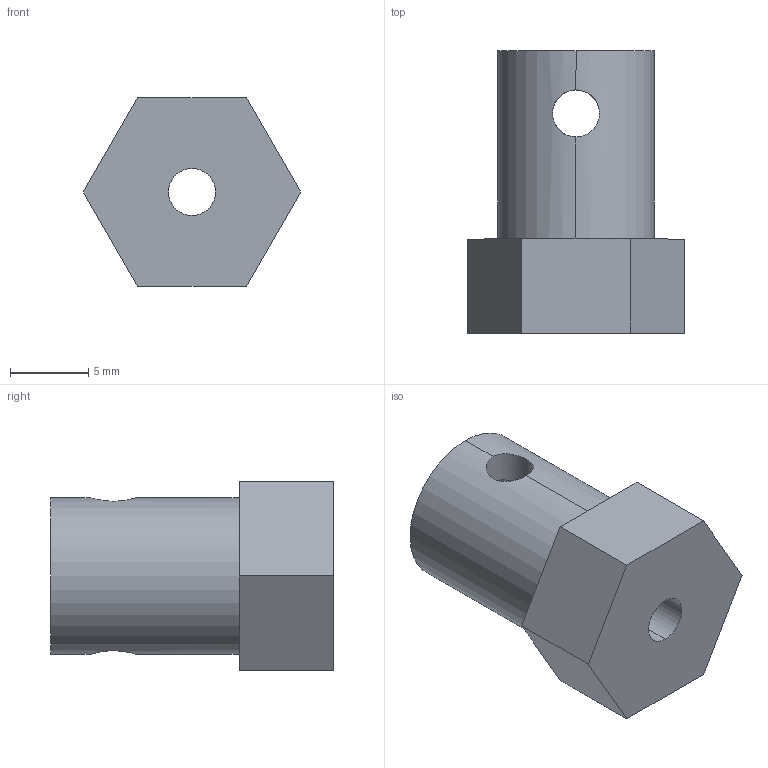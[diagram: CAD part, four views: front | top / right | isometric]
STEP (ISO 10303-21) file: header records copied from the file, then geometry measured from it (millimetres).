
FILE_DESCRIPTION (( 'STEP AP203' ), '1' );
FILE_NAME ('motor_shaft_coupling_v3_Default_sldprt.STEP', '2022-09-20T08:34:01', ( '' ), ( '' ), 'SwSTEP 2.0', 'SolidWorks 2020', '' );
FILE_SCHEMA (( 'CONFIG_CONTROL_DESIGN' ));
Length unit declared in the file: millimetre
Products named in the file (1): motor_shaft_coupling_v3_Default_sldprt
Bounding box: 13.86 x 18 x 12 mm (x, y, z)
Volume: 1229.3 mm3; surface area: 1177.4 mm2
Topology: 1 solids, 1 shells, 20 faces, 60 edges, 40 vertices
Faces by surface type: cylinder 10, plane 10
Entity records: 949 total; most frequent: CARTESIAN_POINT 337, ORIENTED_EDGE 120, DIRECTION 98, EDGE_CURVE 60, VERTEX_POINT 40, AXIS2_PLACEMENT_3D 33, VECTOR 32, LINE 32
